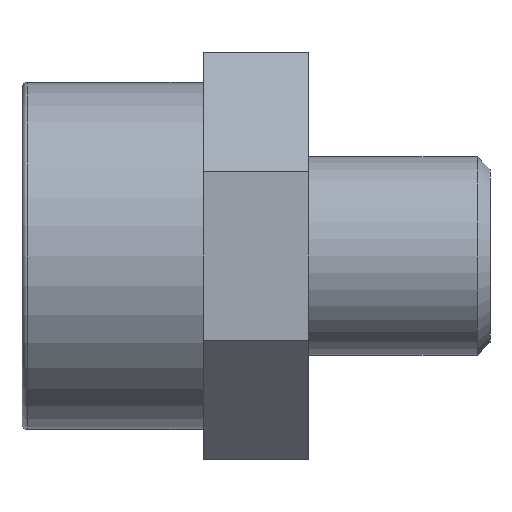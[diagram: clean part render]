
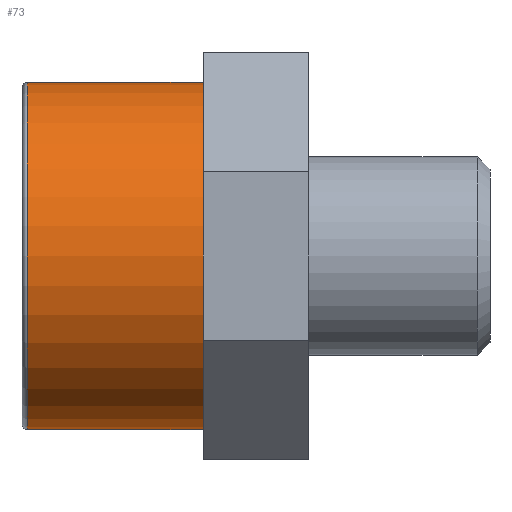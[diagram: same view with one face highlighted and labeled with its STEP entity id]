
A CAD part, front view. The second image highlights one B-rep face of the part: STEP entity #73.
In plain terms, the highlighted cylindrical face has radius 11.5 mm (diameter 23 mm), a full revolution.
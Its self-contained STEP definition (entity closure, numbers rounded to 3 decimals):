
#73 = ADVANCED_FACE( '', ( #172, #173 ), #174, .T. );
#172 = FACE_OUTER_BOUND( '', #303, .T. );
#173 = FACE_OUTER_BOUND( '', #304, .T. );
#174 = CYLINDRICAL_SURFACE( '', #305, 11.5 );
#303 = EDGE_LOOP( '', ( #467 ) );
#304 = EDGE_LOOP( '', ( #468 ) );
#305 = AXIS2_PLACEMENT_3D( '', #469, #470, #471 );
#467 = ORIENTED_EDGE( '', *, *, #762, .F. );
#468 = ORIENTED_EDGE( '', *, *, #763, .T. );
#469 = CARTESIAN_POINT( '', ( 31., 0., 0. ) );
#470 = DIRECTION( '', ( -1., 0., 0. ) );
#471 = DIRECTION( '', ( 0., 0., -1. ) );
#762 = EDGE_CURVE( '', #915, #915, #916, .T. );
#763 = EDGE_CURVE( '', #917, #917, #918, .T. );
#915 = VERTEX_POINT( '', #1135 );
#916 = CIRCLE( '', #1136, 11.5 );
#917 = VERTEX_POINT( '', #1137 );
#918 = CIRCLE( '', #1138, 11.5 );
#1135 = CARTESIAN_POINT( '', ( 12., 0., -11.5 ) );
#1136 = AXIS2_PLACEMENT_3D( '', #1345, #1346, #1347 );
#1137 = CARTESIAN_POINT( '', ( 0.35, 0., -11.5 ) );
#1138 = AXIS2_PLACEMENT_3D( '', #1348, #1349, #1350 );
#1345 = CARTESIAN_POINT( '', ( 12., 0., 0. ) );
#1346 = DIRECTION( '', ( 1., 0., 0. ) );
#1347 = DIRECTION( '', ( 0., 0., -1. ) );
#1348 = CARTESIAN_POINT( '', ( 0.35, 0., 0. ) );
#1349 = DIRECTION( '', ( 1., 0., 0. ) );
#1350 = DIRECTION( '', ( 0., 0., -1. ) );
